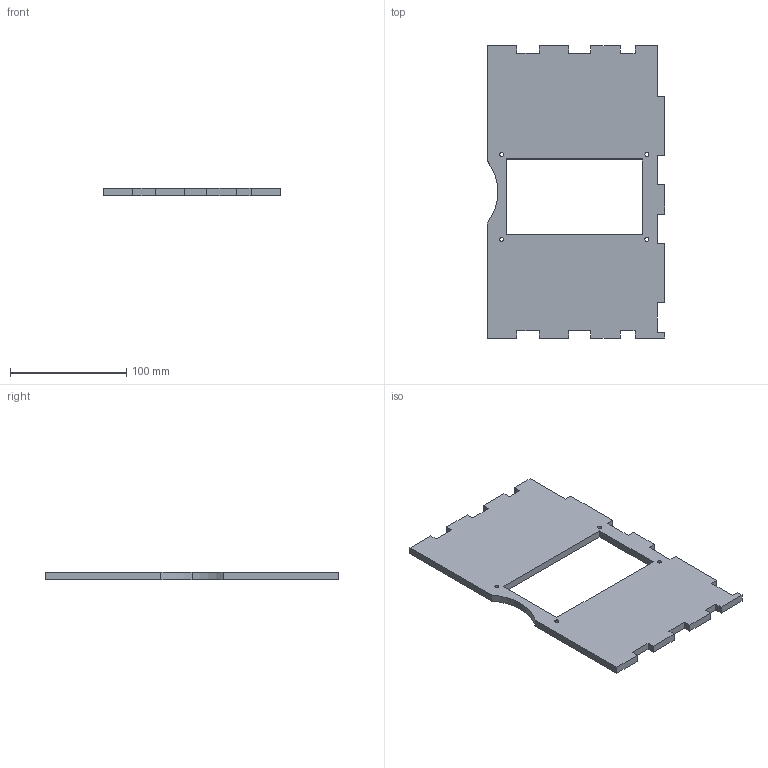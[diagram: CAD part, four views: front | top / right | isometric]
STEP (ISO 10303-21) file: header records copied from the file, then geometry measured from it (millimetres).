
FILE_DESCRIPTION (( 'STEP AP214' ), '1' );
FILE_NAME ('roof_tank_jammer_sum24.STEP', '2024-09-17T15:20:21', ( '' ), ( '' ), 'SwSTEP 2.0', 'SolidWorks 2024', '' );
FILE_SCHEMA (( 'AUTOMOTIVE_DESIGN' ));
Length unit declared in the file: inch
Products named in the file (1): roof_tank_jammer_sum24
Bounding box: 152.4 x 251.46 x 6.35 mm (x, y, z)
Volume: 183595.4 mm3; surface area: 66301 mm2
Topology: 1 solids, 1 shells, 59 faces, 171 edges, 114 vertices
Faces by surface type: plane 49, cylinder 10
Entity records: 1972 total; most frequent: CARTESIAN_POINT 345, ORIENTED_EDGE 342, DIRECTION 311, EDGE_CURVE 171, LINE 151, VECTOR 151, VERTEX_POINT 114, AXIS2_PLACEMENT_3D 80
